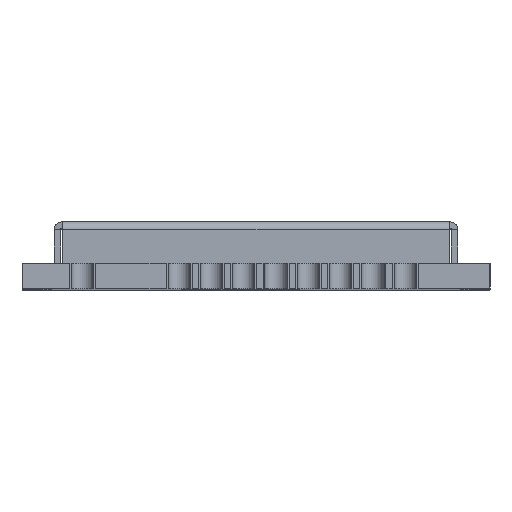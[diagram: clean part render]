
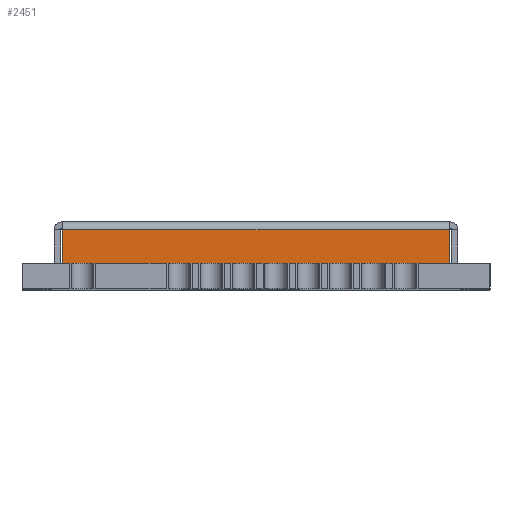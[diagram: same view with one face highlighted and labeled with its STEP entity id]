
A CAD part, top view. The second image highlights one B-rep face of the part: STEP entity #2451.
In plain terms, the highlighted planar face has unit normal (0, 0, 1).
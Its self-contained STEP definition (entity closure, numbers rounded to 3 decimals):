
#140 = ORIENTED_EDGE ( 'NONE', *, *, #5400, .F. ) ;
#320 = CARTESIAN_POINT ( 'NONE',  ( 6.079, 1.863, 9.658 ) ) ;
#898 = DIRECTION ( 'NONE',  ( 0., 0., -1. ) ) ;
#1961 = EDGE_CURVE ( 'NONE', #5037, #15267, #6275, .T. ) ;
#2410 = LINE ( 'NONE', #13874, #3269 ) ;
#2451 = ADVANCED_FACE ( 'NONE', ( #14365 ), #5017, .F. ) ;
#2634 = VECTOR ( 'NONE', #13462, 1000. ) ;
#2760 = EDGE_CURVE ( 'NONE', #15267, #14617, #2858, .T. ) ;
#2858 = LINE ( 'NONE', #10214, #7756 ) ;
#2972 = ORIENTED_EDGE ( 'NONE', *, *, #3113, .T. ) ;
#3113 = EDGE_CURVE ( 'NONE', #3168, #14617, #2410, .T. ) ;
#3168 = VERTEX_POINT ( 'NONE', #12991 ) ;
#3269 = VECTOR ( 'NONE', #5852, 1000. ) ;
#4470 = VECTOR ( 'NONE', #16008, 1000. ) ;
#5017 = PLANE ( 'NONE',  #6363 ) ;
#5037 = VERTEX_POINT ( 'NONE', #320 ) ;
#5400 = EDGE_CURVE ( 'NONE', #3168, #5037, #13012, .T. ) ;
#5852 = DIRECTION ( 'NONE',  ( 0., -1., 0. ) ) ;
#6275 = LINE ( 'NONE', #17584, #2634 ) ;
#6363 = AXIS2_PLACEMENT_3D ( 'NONE', #12238, #898, #14548 ) ;
#7293 = CARTESIAN_POINT ( 'NONE',  ( 6.079, 0.813, 9.658 ) ) ;
#7756 = VECTOR ( 'NONE', #14413, 1000. ) ;
#8950 = EDGE_LOOP ( 'NONE', ( #140, #2972, #11545, #14635 ) ) ;
#10214 = CARTESIAN_POINT ( 'NONE',  ( 6.35, 0.813, 9.658 ) ) ;
#10822 = CARTESIAN_POINT ( 'NONE',  ( 6.35, 1.863, 9.658 ) ) ;
#10934 = CARTESIAN_POINT ( 'NONE',  ( -6.079, 0.813, 9.658 ) ) ;
#11545 = ORIENTED_EDGE ( 'NONE', *, *, #2760, .F. ) ;
#12238 = CARTESIAN_POINT ( 'NONE',  ( 0., 0., 9.658 ) ) ;
#12991 = CARTESIAN_POINT ( 'NONE',  ( -6.079, 1.863, 9.658 ) ) ;
#13012 = LINE ( 'NONE', #10822, #4470 ) ;
#13462 = DIRECTION ( 'NONE',  ( 0., -1., 0. ) ) ;
#13874 = CARTESIAN_POINT ( 'NONE',  ( -6.079, 0., 9.658 ) ) ;
#14365 = FACE_OUTER_BOUND ( 'NONE', #8950, .T. ) ;
#14413 = DIRECTION ( 'NONE',  ( -1., 0., 0. ) ) ;
#14548 = DIRECTION ( 'NONE',  ( 0., 1., 0. ) ) ;
#14617 = VERTEX_POINT ( 'NONE', #10934 ) ;
#14635 = ORIENTED_EDGE ( 'NONE', *, *, #1961, .F. ) ;
#15267 = VERTEX_POINT ( 'NONE', #7293 ) ;
#16008 = DIRECTION ( 'NONE',  ( 1., 0., 0. ) ) ;
#17584 = CARTESIAN_POINT ( 'NONE',  ( 6.079, 1.913, 9.658 ) ) ;
